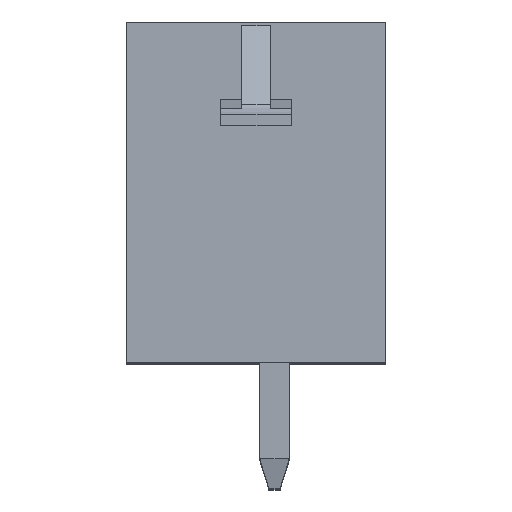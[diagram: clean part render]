
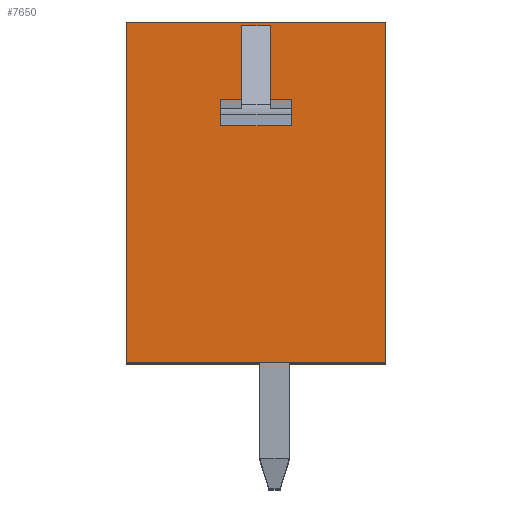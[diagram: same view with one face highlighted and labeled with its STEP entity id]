
A CAD part, top view. The second image highlights one B-rep face of the part: STEP entity #7650.
In plain terms, the highlighted planar face has unit normal (0, 0, 1).
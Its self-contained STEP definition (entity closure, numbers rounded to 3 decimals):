
#1=DIRECTION('',(1.,0.,0.));
#2=VECTOR('',#1,7.);
#3=CARTESIAN_POINT('',(-3.6,-3.853,0.));
#4=LINE('',#3,#2);
#5=DIRECTION('',(0.,-1.,0.));
#6=VECTOR('',#5,9.2);
#7=CARTESIAN_POINT('',(-3.6,5.347,0.));
#8=LINE('',#7,#6);
#9=DIRECTION('',(-1.,0.,0.));
#10=VECTOR('',#9,7.);
#11=CARTESIAN_POINT('',(3.4,5.347,0.));
#12=LINE('',#11,#10);
#13=DIRECTION('',(0.,1.,0.));
#14=VECTOR('',#13,9.2);
#15=CARTESIAN_POINT('',(3.4,-3.853,0.));
#16=LINE('',#15,#14);
#17=DIRECTION('',(0.,1.,0.));
#18=VECTOR('',#17,0.495);
#19=CARTESIAN_POINT('',(0.85,2.747,0.));
#20=LINE('',#19,#18);
#21=DIRECTION('',(-1.,0.,0.));
#22=VECTOR('',#21,0.76);
#23=CARTESIAN_POINT('',(0.28,5.244,0.));
#24=LINE('',#23,#22);
#25=DIRECTION('',(1.,0.,0.));
#26=VECTOR('',#25,0.57);
#27=CARTESIAN_POINT('',(-1.05,3.242,0.));
#28=LINE('',#27,#26);
#29=DIRECTION('',(0.,1.,0.));
#30=VECTOR('',#29,0.495);
#31=CARTESIAN_POINT('',(-1.05,2.747,0.));
#32=LINE('',#31,#30);
#33=DIRECTION('',(-1.,0.,0.));
#34=VECTOR('',#33,1.9);
#35=CARTESIAN_POINT('',(0.85,2.747,0.));
#36=LINE('',#35,#34);
#5782=DIRECTION('',(-1.,0.,0.));
#5783=VECTOR('',#5782,0.57);
#5784=CARTESIAN_POINT('',(0.85,3.242,0.));
#5785=LINE('',#5784,#5783);
#5786=DIRECTION('',(0.,-1.,0.));
#5787=VECTOR('',#5786,2.002);
#5788=CARTESIAN_POINT('',(0.28,5.244,0.));
#5789=LINE('',#5788,#5787);
#5853=DIRECTION('',(0.,1.,0.));
#5854=VECTOR('',#5853,2.002);
#5855=CARTESIAN_POINT('',(-0.48,3.242,0.));
#5856=LINE('',#5855,#5854);
#5865=CARTESIAN_POINT('',(-3.6,-3.853,0.));
#5866=CARTESIAN_POINT('',(3.4,-3.853,0.));
#5867=VERTEX_POINT('',#5865);
#5868=VERTEX_POINT('',#5866);
#5869=CARTESIAN_POINT('',(3.4,5.347,0.));
#5870=VERTEX_POINT('',#5869);
#5871=CARTESIAN_POINT('',(-3.6,5.347,0.));
#5872=VERTEX_POINT('',#5871);
#6968=CARTESIAN_POINT('',(0.85,2.747,0.));
#6969=VERTEX_POINT('',#6968);
#6970=CARTESIAN_POINT('',(-1.05,2.747,0.));
#6971=VERTEX_POINT('',#6970);
#6973=CARTESIAN_POINT('',(-0.48,3.242,0.));
#6975=VERTEX_POINT('',#6973);
#6976=CARTESIAN_POINT('',(-0.48,5.244,0.));
#6977=VERTEX_POINT('',#6976);
#6978=CARTESIAN_POINT('',(-1.05,3.242,0.));
#6979=VERTEX_POINT('',#6978);
#6984=CARTESIAN_POINT('',(0.28,5.244,0.));
#6985=CARTESIAN_POINT('',(0.28,3.242,0.));
#6986=VERTEX_POINT('',#6984);
#6987=VERTEX_POINT('',#6985);
#6990=CARTESIAN_POINT('',(0.85,3.242,0.));
#6991=VERTEX_POINT('',#6990);
#7617=CARTESIAN_POINT('',(0.,0.,0.));
#7618=DIRECTION('',(0.,0.,1.));
#7619=DIRECTION('',(1.,0.,0.));
#7620=AXIS2_PLACEMENT_3D('',#7617,#7618,#7619);
#7621=PLANE('',#7620);
#7623=ORIENTED_EDGE('',*,*,#7622,.F.);
#7625=ORIENTED_EDGE('',*,*,#7624,.F.);
#7627=ORIENTED_EDGE('',*,*,#7626,.F.);
#7629=ORIENTED_EDGE('',*,*,#7628,.F.);
#7630=EDGE_LOOP('',(#7623,#7625,#7627,#7629));
#7631=FACE_OUTER_BOUND('',#7630,.F.);
#7633=ORIENTED_EDGE('',*,*,#7632,.T.);
#7635=ORIENTED_EDGE('',*,*,#7634,.T.);
#7637=ORIENTED_EDGE('',*,*,#7636,.F.);
#7639=ORIENTED_EDGE('',*,*,#7638,.T.);
#7641=ORIENTED_EDGE('',*,*,#7640,.F.);
#7643=ORIENTED_EDGE('',*,*,#7642,.F.);
#7645=ORIENTED_EDGE('',*,*,#7644,.F.);
#7647=ORIENTED_EDGE('',*,*,#7646,.F.);
#7648=EDGE_LOOP('',(#7633,#7635,#7637,#7639,#7641,#7643,#7645,#7647));
#7649=FACE_BOUND('',#7648,.F.);
#7622=EDGE_CURVE('',#5867,#5868,#4,.T.);
#7624=EDGE_CURVE('',#5872,#5867,#8,.T.);
#7626=EDGE_CURVE('',#5870,#5872,#12,.T.);
#7628=EDGE_CURVE('',#5868,#5870,#16,.T.);
#7632=EDGE_CURVE('',#6969,#6991,#20,.T.);
#7634=EDGE_CURVE('',#6991,#6987,#5785,.T.);
#7636=EDGE_CURVE('',#6986,#6987,#5789,.T.);
#7638=EDGE_CURVE('',#6986,#6977,#24,.T.);
#7640=EDGE_CURVE('',#6975,#6977,#5856,.T.);
#7642=EDGE_CURVE('',#6979,#6975,#28,.T.);
#7644=EDGE_CURVE('',#6971,#6979,#32,.T.);
#7646=EDGE_CURVE('',#6969,#6971,#36,.T.);
#7650=ADVANCED_FACE('',(#7631,#7649),#7621,.T.);
